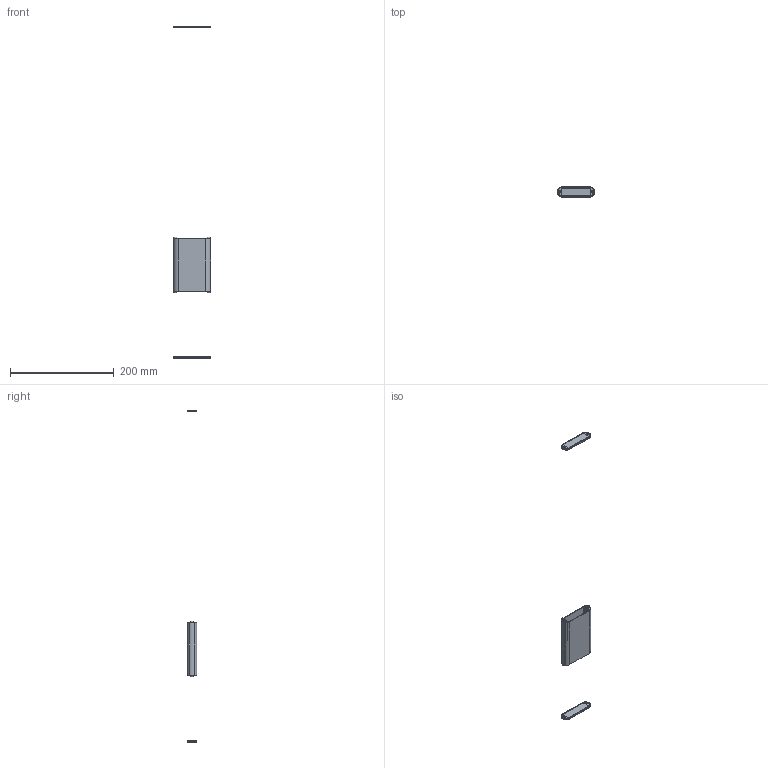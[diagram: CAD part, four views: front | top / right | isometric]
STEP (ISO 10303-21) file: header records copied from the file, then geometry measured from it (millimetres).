
FILE_DESCRIPTION(('FreeCAD Model'),'2;1');
FILE_NAME('1455B1002_open.stp', '2020-01-10T17:48:46',('Author'),(''), 'Open CASCADE STEP processor 7.3','FreeCAD','Unknown');
FILE_SCHEMA(('AUTOMOTIVE_DESIGN { 1 0 10303 214 1 1 1 1 }'));
Length unit declared in the file: millimetre
Products named in the file (7): 1455B1002; 1455B100; HH2_Bez005; 6-32_screw-flange006; 6-32_screw-flange007; 6-32_screw-flange008; 6-32_screw-flange009
Assembly tree (7 placements, depth 2):
  1455B1002
    1455B100
    HH2_Bez005  x2
    6-32_screw-flange006
    6-32_screw-flange007
    6-32_screw-flange008
    6-32_screw-flange009
Bounding box: 72.04 x 19.15 x 641 mm (x, y, z)
Volume: 40559.2 mm3; surface area: 43870.9 mm2
Topology: 11 solids, 11 shells, 354 faces, 2530 edges, 9892 vertices
Faces by surface type: plane 162, cylinder 96, cone 64, torus 24, bspline 8
Full cylindrical faces by diameter (mm): 0.001 x4, 3 x4, 3.5 x4, 5.5 x4
Entity records: 54750 total; most frequent: CARTESIAN_POINT 22139, DIRECTION 4116, LINE 1864, VECTOR 1864, GEOMETRIC_CURVE_SET 1588, TRIMMED_CURVE 1568, ORIENTED_EDGE 1484, PCURVE 1484
